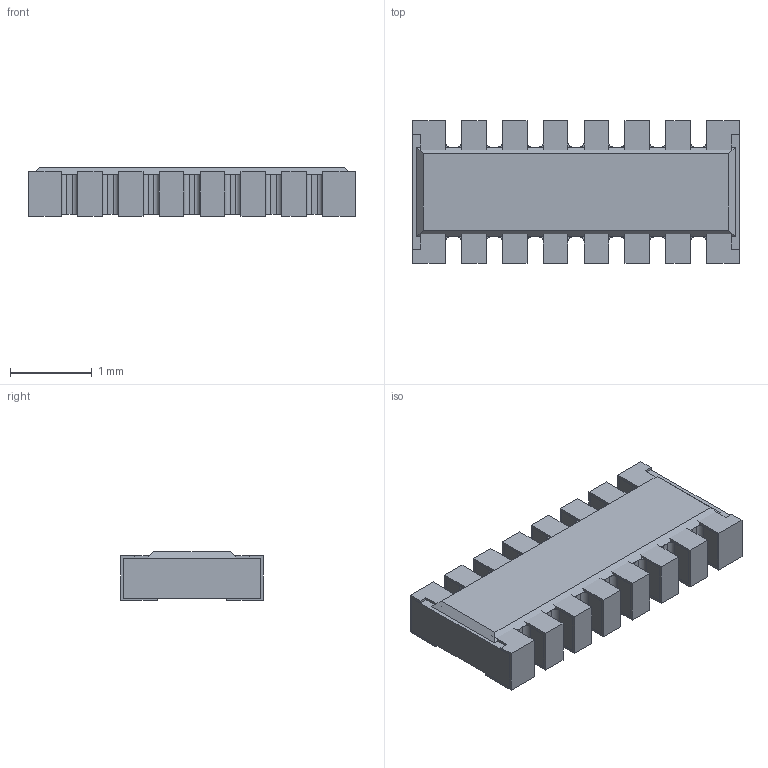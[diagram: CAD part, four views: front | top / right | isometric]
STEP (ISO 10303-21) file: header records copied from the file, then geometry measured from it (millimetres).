
FILE_DESCRIPTION(('STEP AP214'), '1');
FILE_NAME('CAY16-J8', '2016-03-19T22:02:46', ('Nobody'), (''), 'ASCON STEP Converter 1.3', 'ASCON Math Kernel', '');
FILE_SCHEMA(('AUTOMOTIVE_DESIGN { 1 0 10303 214 3 1 1}'));
Length unit declared in the file: millimetre
Bounding box: 4 x 1.75 x 0.6 mm (x, y, z)
Volume: 3.4 mm3; surface area: 45.9 mm2
Topology: 18 solids, 18 shells, 264 faces, 748 edges, 536 vertices
Faces by surface type: plane 236, cylinder 28
Entity records: 10685 total; most frequent: CARTESIAN_POINT 1469, ORIENTED_EDGE 1368, DIRECTION 1334, LINE 692, VECTOR 692, EDGE_CURVE 684, VERTEX_POINT 456, AXIS2_PLACEMENT_3D 321
